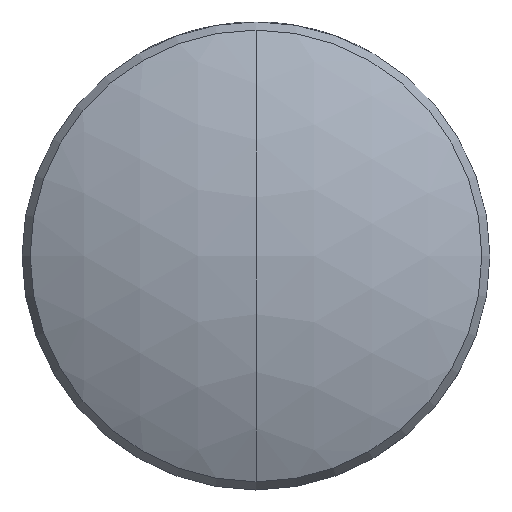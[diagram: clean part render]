
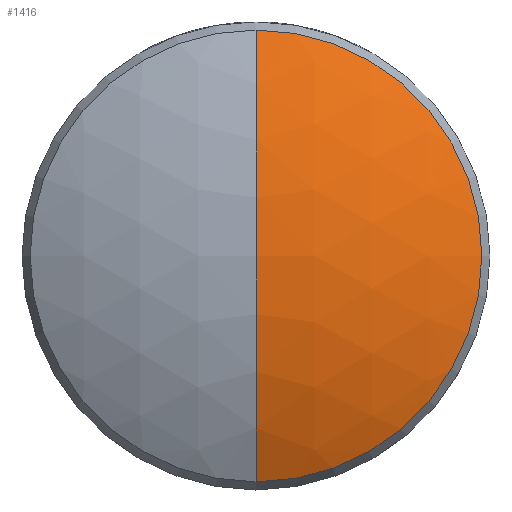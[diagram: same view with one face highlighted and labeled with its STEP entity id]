
A CAD part, top view. The second image highlights one B-rep face of the part: STEP entity #1416.
In plain terms, the highlighted spherical face has radius 13.8 mm.
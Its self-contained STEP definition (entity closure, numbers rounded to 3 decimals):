
#155 = CIRCLE ( 'NONE', #1020, 13.8 ) ;
#175 = DIRECTION ( 'NONE',  ( -1., 0., 0. ) ) ;
#221 = DIRECTION ( 'NONE',  ( 0., 0., 1. ) ) ;
#240 = DIRECTION ( 'NONE',  ( -1., 0., 0. ) ) ;
#329 = AXIS2_PLACEMENT_3D ( 'NONE', #1548, #240, #221 ) ;
#371 = ORIENTED_EDGE ( 'NONE', *, *, #2069, .T. ) ;
#380 = ORIENTED_EDGE ( 'NONE', *, *, #2543, .T. ) ;
#577 = VERTEX_POINT ( 'NONE', #1734 ) ;
#649 = EDGE_LOOP ( 'NONE', ( #1981, #2840, #380, #371 ) ) ;
#661 = AXIS2_PLACEMENT_3D ( 'NONE', #2204, #2851, #175 ) ;
#668 = EDGE_CURVE ( 'NONE', #1377, #577, #155, .T. ) ;
#670 = CARTESIAN_POINT ( 'NONE',  ( 0., 0., -10.46 ) ) ;
#696 = CARTESIAN_POINT ( 'NONE',  ( 0., 0., 3.34 ) ) ;
#724 = FACE_OUTER_BOUND ( 'NONE', #649, .T. ) ;
#913 = CARTESIAN_POINT ( 'NONE',  ( 0., 0., 1.904 ) ) ;
#967 = AXIS2_PLACEMENT_3D ( 'NONE', #670, #2720, #2235 ) ;
#973 = DIRECTION ( 'NONE',  ( 0., 0., 1. ) ) ;
#1020 = AXIS2_PLACEMENT_3D ( 'NONE', #2486, #1150, #2474 ) ;
#1150 = DIRECTION ( 'NONE',  ( 1., 0., 0. ) ) ;
#1201 = DIRECTION ( 'NONE',  ( -1., 0., 0. ) ) ;
#1266 = VERTEX_POINT ( 'NONE', #2439 ) ;
#1272 = CIRCLE ( 'NONE', #329, 13.8 ) ;
#1344 = SPHERICAL_SURFACE ( 'NONE', #967, 13.8 ) ;
#1377 = VERTEX_POINT ( 'NONE', #696 ) ;
#1379 = CIRCLE ( 'NONE', #2060, 6.13 ) ;
#1404 = VERTEX_POINT ( 'NONE', #2050 ) ;
#1414 = CIRCLE ( 'NONE', #661, 6.13 ) ;
#1416 = ADVANCED_FACE ( 'NONE', ( #724 ), #1344, .T. ) ;
#1548 = CARTESIAN_POINT ( 'NONE',  ( 0., 0., -10.46 ) ) ;
#1637 = EDGE_CURVE ( 'NONE', #1377, #1404, #1272, .T. ) ;
#1734 = CARTESIAN_POINT ( 'NONE',  ( 0., -6.13, 1.904 ) ) ;
#1981 = ORIENTED_EDGE ( 'NONE', *, *, #1637, .F. ) ;
#2050 = CARTESIAN_POINT ( 'NONE',  ( 0., 6.13, 1.904 ) ) ;
#2060 = AXIS2_PLACEMENT_3D ( 'NONE', #913, #973, #1201 ) ;
#2069 = EDGE_CURVE ( 'NONE', #1266, #1404, #1414, .T. ) ;
#2204 = CARTESIAN_POINT ( 'NONE',  ( 0., 0., 1.904 ) ) ;
#2235 = DIRECTION ( 'NONE',  ( 0., 1., 0. ) ) ;
#2439 = CARTESIAN_POINT ( 'NONE',  ( 6.13, 0., 1.904 ) ) ;
#2474 = DIRECTION ( 'NONE',  ( 0., 1., 0. ) ) ;
#2486 = CARTESIAN_POINT ( 'NONE',  ( 0., 0., -10.46 ) ) ;
#2543 = EDGE_CURVE ( 'NONE', #577, #1266, #1379, .T. ) ;
#2720 = DIRECTION ( 'NONE',  ( 1., 0., 0. ) ) ;
#2840 = ORIENTED_EDGE ( 'NONE', *, *, #668, .T. ) ;
#2851 = DIRECTION ( 'NONE',  ( 0., 0., 1. ) ) ;
